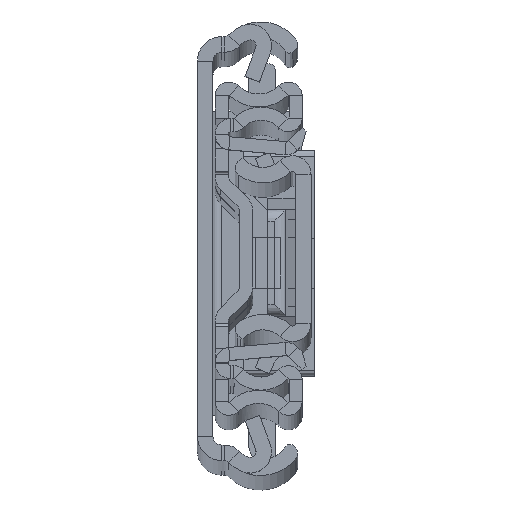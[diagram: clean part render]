
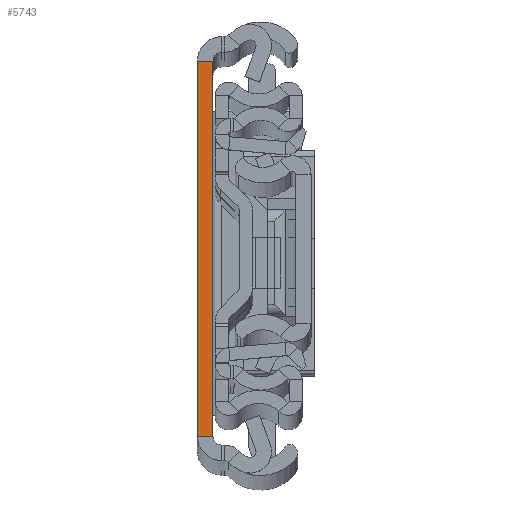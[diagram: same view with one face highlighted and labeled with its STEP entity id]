
A CAD part, top view. The second image highlights one B-rep face of the part: STEP entity #5743.
In plain terms, the highlighted planar face has unit normal (0, 0, 1).
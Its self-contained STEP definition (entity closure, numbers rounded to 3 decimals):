
#37 = PLANE ( 'NONE',  #2388 ) ;
#596 = VECTOR ( 'NONE', #8129, 1000. ) ;
#769 = ORIENTED_EDGE ( 'NONE', *, *, #4635, .F. ) ;
#1175 = ORIENTED_EDGE ( 'NONE', *, *, #7121, .F. ) ;
#1477 = DIRECTION ( 'NONE',  ( 0., 1., 0. ) ) ;
#2388 = AXIS2_PLACEMENT_3D ( 'NONE', #13033, #4229, #1477 ) ;
#2451 = LINE ( 'NONE', #6723, #5837 ) ;
#3955 = CARTESIAN_POINT ( 'NONE',  ( 2.6, -31.5, 0. ) ) ;
#4229 = DIRECTION ( 'NONE',  ( 0., 0., -1. ) ) ;
#4543 = LINE ( 'NONE', #10176, #8508 ) ;
#4635 = EDGE_CURVE ( 'NONE', #15015, #12743, #2451, .T. ) ;
#5053 = CARTESIAN_POINT ( 'NONE',  ( 0., 31.5, 0. ) ) ;
#5371 = DIRECTION ( 'NONE',  ( 0., 1., 0. ) ) ;
#5743 = ADVANCED_FACE ( 'NONE', ( #12526 ), #37, .F. ) ;
#5837 = VECTOR ( 'NONE', #5371, 1000. ) ;
#5907 = VERTEX_POINT ( 'NONE', #10653 ) ;
#6244 = EDGE_CURVE ( 'NONE', #5907, #14443, #4543, .T. ) ;
#6723 = CARTESIAN_POINT ( 'NONE',  ( 0., -31.5, 0. ) ) ;
#7121 = EDGE_CURVE ( 'NONE', #12743, #14443, #15688, .T. ) ;
#7409 = CARTESIAN_POINT ( 'NONE',  ( 2.6, 31.5, 0. ) ) ;
#7751 = CARTESIAN_POINT ( 'NONE',  ( 2.6, 31.5, 0. ) ) ;
#8129 = DIRECTION ( 'NONE',  ( 1., 0., 0. ) ) ;
#8508 = VECTOR ( 'NONE', #8549, 1000. ) ;
#8549 = DIRECTION ( 'NONE',  ( 0., 1., 0. ) ) ;
#8774 = DIRECTION ( 'NONE',  ( 1., 0., 0. ) ) ;
#9468 = CARTESIAN_POINT ( 'NONE',  ( 0., -31.5, 0. ) ) ;
#10176 = CARTESIAN_POINT ( 'NONE',  ( 2.6, -31.5, 0. ) ) ;
#10653 = CARTESIAN_POINT ( 'NONE',  ( 2.6, -31.5, 0. ) ) ;
#11756 = VECTOR ( 'NONE', #8774, 1000. ) ;
#12189 = EDGE_LOOP ( 'NONE', ( #1175, #769, #13094, #13196 ) ) ;
#12526 = FACE_OUTER_BOUND ( 'NONE', #12189, .T. ) ;
#12743 = VERTEX_POINT ( 'NONE', #5053 ) ;
#12829 = EDGE_CURVE ( 'NONE', #15015, #5907, #16439, .T. ) ;
#13033 = CARTESIAN_POINT ( 'NONE',  ( 2.6, -31.5, 0. ) ) ;
#13094 = ORIENTED_EDGE ( 'NONE', *, *, #12829, .T. ) ;
#13196 = ORIENTED_EDGE ( 'NONE', *, *, #6244, .T. ) ;
#14443 = VERTEX_POINT ( 'NONE', #7751 ) ;
#15015 = VERTEX_POINT ( 'NONE', #9468 ) ;
#15688 = LINE ( 'NONE', #7409, #11756 ) ;
#16439 = LINE ( 'NONE', #3955, #596 ) ;
